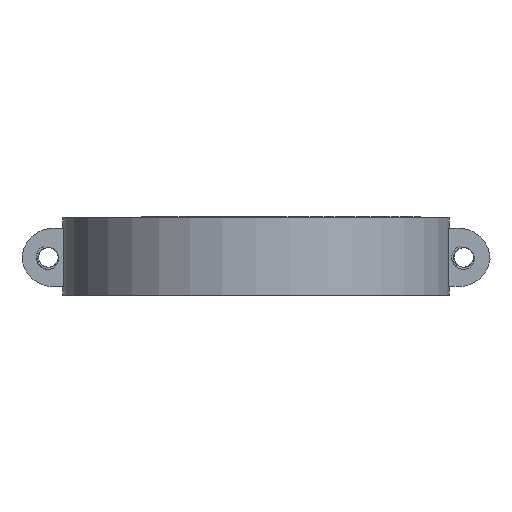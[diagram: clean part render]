
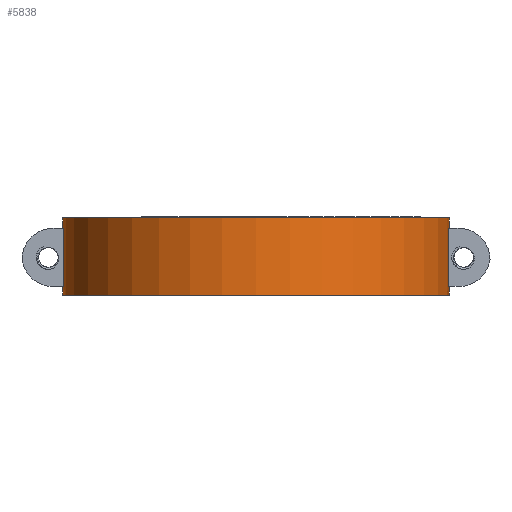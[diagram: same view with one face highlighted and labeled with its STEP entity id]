
A CAD part, front view. The second image highlights one B-rep face of the part: STEP entity #5838.
In plain terms, the highlighted cylindrical face has radius 25 mm (diameter 50 mm), a partial arc.
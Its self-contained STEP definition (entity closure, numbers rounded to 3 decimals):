
#962=FACE_OUTER_BOUND('',#1346,.T.);
#1346=EDGE_LOOP('',(#3891,#3892,#3893,#3894,#3895,#3896,#3897,#3898,#3899,
#3900,#3901,#3902));
#1723=CIRCLE('',#6270,25.);
#1724=CIRCLE('',#6271,25.);
#1725=CIRCLE('',#6272,25.);
#1726=CIRCLE('',#6273,25.);
#1727=CIRCLE('',#6274,25.);
#1728=CIRCLE('',#6275,25.);
#2061=LINE('',#7541,#2149);
#2062=LINE('',#7545,#2150);
#2063=LINE('',#7549,#2151);
#2064=LINE('',#7553,#2152);
#2065=LINE('',#7557,#2153);
#2066=LINE('',#7561,#2154);
#2149=VECTOR('',#6458,10.);
#2150=VECTOR('',#6461,10.);
#2151=VECTOR('',#6464,10.);
#2152=VECTOR('',#6467,10.);
#2153=VECTOR('',#6470,10.);
#2154=VECTOR('',#6473,10.);
#2281=VERTEX_POINT('',#7539);
#2282=VERTEX_POINT('',#7540);
#2283=VERTEX_POINT('',#7542);
#2284=VERTEX_POINT('',#7544);
#2285=VERTEX_POINT('',#7546);
#2286=VERTEX_POINT('',#7548);
#2287=VERTEX_POINT('',#7550);
#2288=VERTEX_POINT('',#7552);
#2289=VERTEX_POINT('',#7554);
#2290=VERTEX_POINT('',#7556);
#2291=VERTEX_POINT('',#7558);
#2292=VERTEX_POINT('',#7560);
#2900=EDGE_CURVE('',#2281,#2282,#2061,.T.);
#2901=EDGE_CURVE('',#2283,#2281,#1723,.T.);
#2902=EDGE_CURVE('',#2284,#2283,#2062,.T.);
#2903=EDGE_CURVE('',#2284,#2285,#1724,.T.);
#2904=EDGE_CURVE('',#2285,#2286,#2063,.T.);
#2905=EDGE_CURVE('',#2286,#2287,#1725,.T.);
#2906=EDGE_CURVE('',#2288,#2287,#2064,.T.);
#2907=EDGE_CURVE('',#2289,#2288,#1726,.T.);
#2908=EDGE_CURVE('',#2290,#2289,#2065,.T.);
#2909=EDGE_CURVE('',#2290,#2291,#1727,.T.);
#2910=EDGE_CURVE('',#2291,#2292,#2066,.T.);
#2911=EDGE_CURVE('',#2292,#2282,#1728,.T.);
#3891=ORIENTED_EDGE('',*,*,#2900,.F.);
#3892=ORIENTED_EDGE('',*,*,#2901,.F.);
#3893=ORIENTED_EDGE('',*,*,#2902,.F.);
#3894=ORIENTED_EDGE('',*,*,#2903,.T.);
#3895=ORIENTED_EDGE('',*,*,#2904,.T.);
#3896=ORIENTED_EDGE('',*,*,#2905,.T.);
#3897=ORIENTED_EDGE('',*,*,#2906,.F.);
#3898=ORIENTED_EDGE('',*,*,#2907,.F.);
#3899=ORIENTED_EDGE('',*,*,#2908,.F.);
#3900=ORIENTED_EDGE('',*,*,#2909,.T.);
#3901=ORIENTED_EDGE('',*,*,#2910,.T.);
#3902=ORIENTED_EDGE('',*,*,#2911,.T.);
#5777=CYLINDRICAL_SURFACE('',#6269,25.);
#5838=ADVANCED_FACE('',(#962),#5777,.T.);
#6269=AXIS2_PLACEMENT_3D('',#7538,#6456,#6457);
#6270=AXIS2_PLACEMENT_3D('',#7543,#6459,#6460);
#6271=AXIS2_PLACEMENT_3D('',#7547,#6462,#6463);
#6272=AXIS2_PLACEMENT_3D('',#7551,#6465,#6466);
#6273=AXIS2_PLACEMENT_3D('',#7555,#6468,#6469);
#6274=AXIS2_PLACEMENT_3D('',#7559,#6471,#6472);
#6275=AXIS2_PLACEMENT_3D('',#7562,#6474,#6475);
#6456=DIRECTION('center_axis',(0.,0.,-1.));
#6457=DIRECTION('ref_axis',(0.,-1.,0.));
#6458=DIRECTION('',(0.,0.,1.));
#6459=DIRECTION('center_axis',(0.,0.,-1.));
#6460=DIRECTION('ref_axis',(-1.,0.,0.));
#6461=DIRECTION('',(0.,0.,-1.));
#6462=DIRECTION('center_axis',(0.,0.,-1.));
#6463=DIRECTION('ref_axis',(-1.,0.,0.));
#6464=DIRECTION('',(0.,0.,1.));
#6465=DIRECTION('center_axis',(0.,0.,1.));
#6466=DIRECTION('ref_axis',(-1.,0.,0.));
#6467=DIRECTION('',(0.,0.,-1.));
#6468=DIRECTION('center_axis',(0.,0.,1.));
#6469=DIRECTION('ref_axis',(-1.,0.,0.));
#6470=DIRECTION('',(0.,0.,1.));
#6471=DIRECTION('center_axis',(0.,0.,1.));
#6472=DIRECTION('ref_axis',(-1.,0.,0.));
#6473=DIRECTION('',(0.,0.,-1.));
#6474=DIRECTION('center_axis',(0.,0.,-1.));
#6475=DIRECTION('ref_axis',(-1.,0.,0.));
#7538=CARTESIAN_POINT('Origin',(0.,0.,10.));
#7539=CARTESIAN_POINT('',(-25.,0.058,0.));
#7540=CARTESIAN_POINT('',(-25.,0.058,1.134));
#7541=CARTESIAN_POINT('',(-25.,0.058,10.));
#7542=CARTESIAN_POINT('',(25.,0.058,0.));
#7543=CARTESIAN_POINT('Origin',(0.,0.,0.));
#7544=CARTESIAN_POINT('',(25.,0.058,1.134));
#7545=CARTESIAN_POINT('',(25.,0.058,10.));
#7546=CARTESIAN_POINT('',(24.88,-2.442,1.134));
#7547=CARTESIAN_POINT('Origin',(0.,0.,1.134));
#7548=CARTESIAN_POINT('',(24.88,-2.442,8.634));
#7549=CARTESIAN_POINT('',(24.88,-2.442,10.));
#7550=CARTESIAN_POINT('',(25.,0.058,8.634));
#7551=CARTESIAN_POINT('Origin',(0.,0.,8.634));
#7552=CARTESIAN_POINT('',(25.,0.058,10.));
#7553=CARTESIAN_POINT('',(25.,0.058,10.));
#7554=CARTESIAN_POINT('',(-25.,0.058,10.));
#7555=CARTESIAN_POINT('Origin',(0.,0.,10.));
#7556=CARTESIAN_POINT('',(-25.,0.058,8.634));
#7557=CARTESIAN_POINT('',(-25.,0.058,10.));
#7558=CARTESIAN_POINT('',(-24.88,-2.442,8.634));
#7559=CARTESIAN_POINT('Origin',(0.,0.,8.634));
#7560=CARTESIAN_POINT('',(-24.88,-2.442,1.134));
#7561=CARTESIAN_POINT('',(-24.88,-2.442,10.));
#7562=CARTESIAN_POINT('Origin',(0.,0.,1.134));
